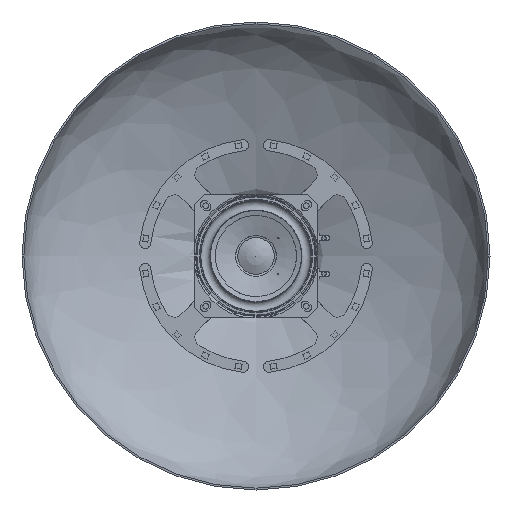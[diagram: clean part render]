
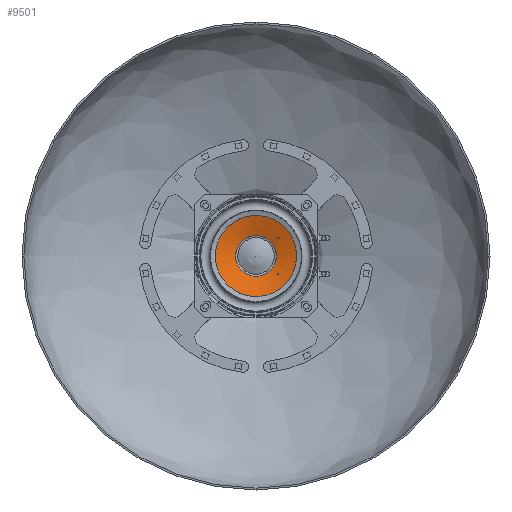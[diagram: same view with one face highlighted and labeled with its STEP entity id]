
A CAD part, front view. The second image highlights one B-rep face of the part: STEP entity #9501.
In plain terms, the highlighted conical face has half-angle 71.888 degrees and reference radius 2.296 mm.
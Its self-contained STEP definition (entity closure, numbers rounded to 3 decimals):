
#801=LINE('',#14881,#1544);
#1544=VECTOR('',#11691,2.296);
#2256=CONICAL_SURFACE('',#10304,2.296,1.255);
#2348=FACE_OUTER_BOUND('',#2925,.T.);
#2925=EDGE_LOOP('',(#6745,#6746,#6747,#6748,#6749,#6750));
#3672=CIRCLE('',#10286,21.862);
#3673=CIRCLE('',#10287,21.862);
#3685=CIRCLE('',#10305,10.961);
#3686=CIRCLE('',#10306,10.961);
#4198=VERTEX_POINT('',#14848);
#4199=VERTEX_POINT('',#14850);
#4208=VERTEX_POINT('',#14880);
#4209=VERTEX_POINT('',#14882);
#5176=EDGE_CURVE('',#4199,#4198,#3672,.T.);
#5177=EDGE_CURVE('',#4198,#4199,#3673,.T.);
#5191=EDGE_CURVE('',#4199,#4208,#801,.T.);
#5192=EDGE_CURVE('',#4208,#4209,#3685,.T.);
#5193=EDGE_CURVE('',#4209,#4208,#3686,.T.);
#6745=ORIENTED_EDGE('',*,*,#5177,.T.);
#6746=ORIENTED_EDGE('',*,*,#5191,.T.);
#6747=ORIENTED_EDGE('',*,*,#5192,.T.);
#6748=ORIENTED_EDGE('',*,*,#5193,.T.);
#6749=ORIENTED_EDGE('',*,*,#5191,.F.);
#6750=ORIENTED_EDGE('',*,*,#5176,.T.);
#9501=ADVANCED_FACE('',(#2348),#2256,.F.);
#10286=AXIS2_PLACEMENT_3D('',#14851,#11651,#11652);
#10287=AXIS2_PLACEMENT_3D('',#14852,#11653,#11654);
#10304=AXIS2_PLACEMENT_3D('',#14879,#11689,#11690);
#10305=AXIS2_PLACEMENT_3D('',#14883,#11692,#11693);
#10306=AXIS2_PLACEMENT_3D('',#14884,#11694,#11695);
#11651=DIRECTION('center_axis',(0.,1.,0.));
#11652=DIRECTION('ref_axis',(1.,0.,0.));
#11653=DIRECTION('center_axis',(0.,1.,0.));
#11654=DIRECTION('ref_axis',(1.,0.,0.));
#11689=DIRECTION('center_axis',(0.,1.,0.));
#11690=DIRECTION('ref_axis',(0.809,0.,-0.588));
#11691=DIRECTION('',(0.769,-0.311,-0.559));
#11692=DIRECTION('center_axis',(0.,-1.,0.));
#11693=DIRECTION('ref_axis',(1.,0.,0.));
#11694=DIRECTION('center_axis',(0.,-1.,0.));
#11695=DIRECTION('ref_axis',(1.,0.,0.));
#14848=CARTESIAN_POINT('',(-17.687,-3.313,-12.85));
#14850=CARTESIAN_POINT('',(-17.687,-3.313,12.85));
#14851=CARTESIAN_POINT('Origin',(0.,-3.313,
0.));
#14852=CARTESIAN_POINT('Origin',(0.,-3.313,
0.));
#14879=CARTESIAN_POINT('Origin',(0.,-9.712,
0.));
#14880=CARTESIAN_POINT('',(-8.868,-6.878,6.443));
#14881=CARTESIAN_POINT('',(-1.857,-9.712,1.349));
#14882=CARTESIAN_POINT('',(-10.961,-6.878,0.));
#14883=CARTESIAN_POINT('Origin',(0.,-6.878,
0.));
#14884=CARTESIAN_POINT('Origin',(0.,-6.878,
0.));
